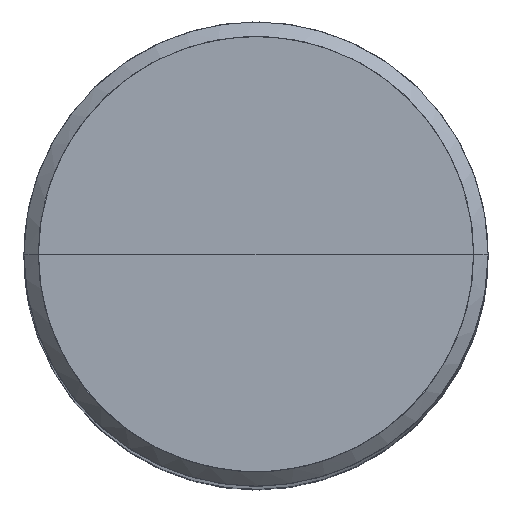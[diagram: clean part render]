
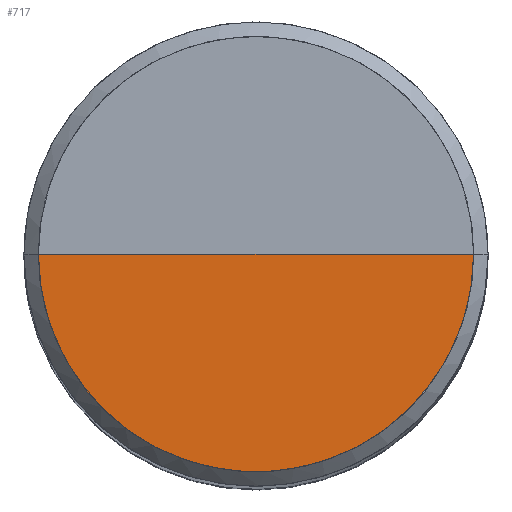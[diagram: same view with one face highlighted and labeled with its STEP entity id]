
A CAD part, top view. The second image highlights one B-rep face of the part: STEP entity #717.
In plain terms, the highlighted free-form (B-spline) face has degree [1, 2] with [2, 5] control points.
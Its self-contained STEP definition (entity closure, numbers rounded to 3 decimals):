
#406=CARTESIAN_POINT('',(7.5,0.0,53.0));
#410=CARTESIAN_POINT('',(-7.5,0.0,53.0));
#411=CARTESIAN_POINT('',(0.0,0.0,53.0));
#418=CARTESIAN_POINT('',(-7.5,-7.5,53.0));
#419=CARTESIAN_POINT('',(0.0,-7.5,53.0));
#420=CARTESIAN_POINT('',(7.5,-7.5,53.0));
#702=(
BOUNDED_SURFACE()
B_SPLINE_SURFACE(1,2,(
(#410,#418,#419,#420,#406),
(#411,#411,#411,#411,#411)
), .UNSPECIFIED.,.F.,.F.,.F.)
B_SPLINE_SURFACE_WITH_KNOTS((2,2),(3,2,3),(
0.0,1.0),(
0.0,0.5,1.0), .UNSPECIFIED.)
GEOMETRIC_REPRESENTATION_ITEM()
RATIONAL_B_SPLINE_SURFACE(((1.0,0.707,1.0,0.707,1.0),
(1.0,0.707,1.0,0.707,1.0)
))
REPRESENTATION_ITEM('')
SURFACE()
);
#703=(
BOUNDED_CURVE()
B_SPLINE_CURVE(2,(#406,#420,#419,#418,#410),.UNSPECIFIED.,.F.,.F.)
B_SPLINE_CURVE_WITH_KNOTS((3,2,3),
(0.0,0.5,1.0),.UNSPECIFIED.)
CURVE()
GEOMETRIC_REPRESENTATION_ITEM()
RATIONAL_B_SPLINE_CURVE((1.0,0.707,1.0,0.707,1.0))
REPRESENTATION_ITEM('')
);
#704=(
BOUNDED_CURVE()
B_SPLINE_CURVE(1,(#410,#411),.UNSPECIFIED.,.F.,.F.)
B_SPLINE_CURVE_WITH_KNOTS((2,2),
(0.0,1.0),.UNSPECIFIED.)
CURVE()
GEOMETRIC_REPRESENTATION_ITEM()
RATIONAL_B_SPLINE_CURVE((1.0,1.0))
REPRESENTATION_ITEM('')
);
#705=(
BOUNDED_CURVE()
B_SPLINE_CURVE(1,(#411,#406),.UNSPECIFIED.,.F.,.F.)
B_SPLINE_CURVE_WITH_KNOTS((2,2),
(0.0,1.0),.UNSPECIFIED.)
CURVE()
GEOMETRIC_REPRESENTATION_ITEM()
RATIONAL_B_SPLINE_CURVE((1.0,1.0))
REPRESENTATION_ITEM('')
);
#706=VERTEX_POINT('',#406);
#707=VERTEX_POINT('',#410);
#708=VERTEX_POINT('',#411);
#709=EDGE_CURVE('',#706,#707,#703,.T.);
#710=EDGE_CURVE('',#707,#708,#704,.T.);
#711=EDGE_CURVE('',#708,#706,#705,.T.);
#712=ORIENTED_EDGE('',*,*,#709,.T.);
#713=ORIENTED_EDGE('',*,*,#710,.T.);
#714=ORIENTED_EDGE('',*,*,#711,.T.);
#715=EDGE_LOOP('',(#712,#713,#714));
#716=FACE_OUTER_BOUND('',#715,.T.);
#717=ADVANCED_FACE('',(#716),#702,.T.);
